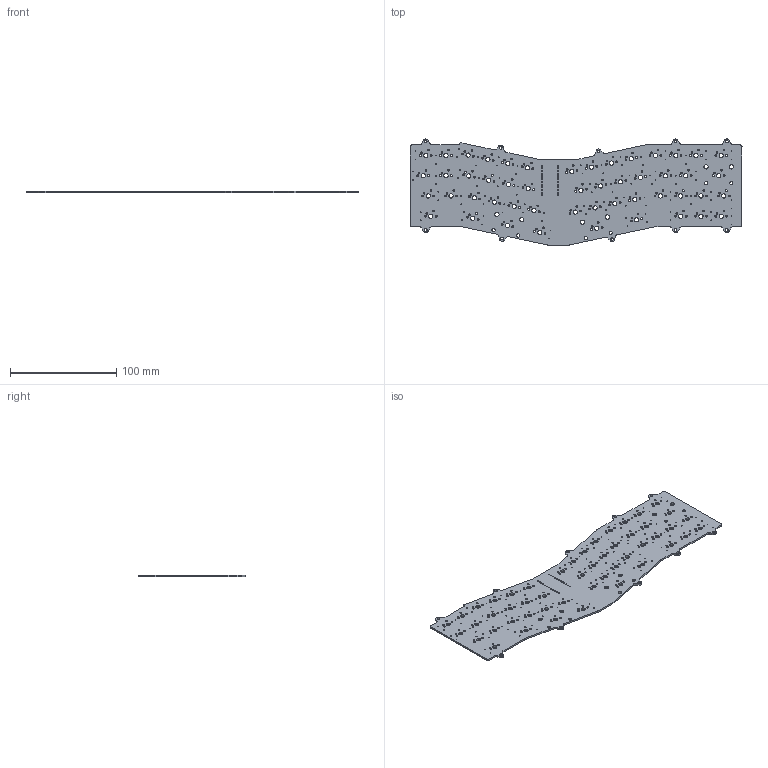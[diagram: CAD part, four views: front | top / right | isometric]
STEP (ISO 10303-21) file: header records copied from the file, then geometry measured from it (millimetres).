
FILE_DESCRIPTION(('KiCad electronic assembly'),'2;1');
FILE_NAME('kolibrimini01step.step','2022-09-23T13:49:12',('Pcbnew'),( 'Kicad'),'Open CASCADE STEP processor 7.5','KiCad to STEP converter' ,'Unknown');
FILE_SCHEMA(('AUTOMOTIVE_DESIGN { 1 0 10303 214 1 1 1 1 }'));
Length unit declared in the file: millimetre
Products named in the file (2): kolibrimini01step 1; kolibrimini PCB
Assembly tree (1 placements, depth 2):
  kolibrimini01step 1
    kolibrimini PCB
Bounding box: 312.22 x 99.78 x 1.6 mm (x, y, z)
Volume: 37597.7 mm3; surface area: 51780 mm2
Topology: 1 solids, 1 shells, 487 faces, 1455 edges, 970 vertices
Faces by surface type: cylinder 440, plane 47
Full cylindrical faces by diameter (mm): 0.7 x100, 1.092 x24, 1.47 x100, 1.75 x100, 2.5 x10, 3.048 x6, 3.988 x56
Entity records: 40095 total; most frequent: CARTESIAN_POINT 11104, DIRECTION 5343, ORIENTED_EDGE 2910, PCURVE 2910, DEFINITIONAL_REPRESENTATION 2910, LINE 2605, VECTOR 2605, EDGE_CURVE 1455
